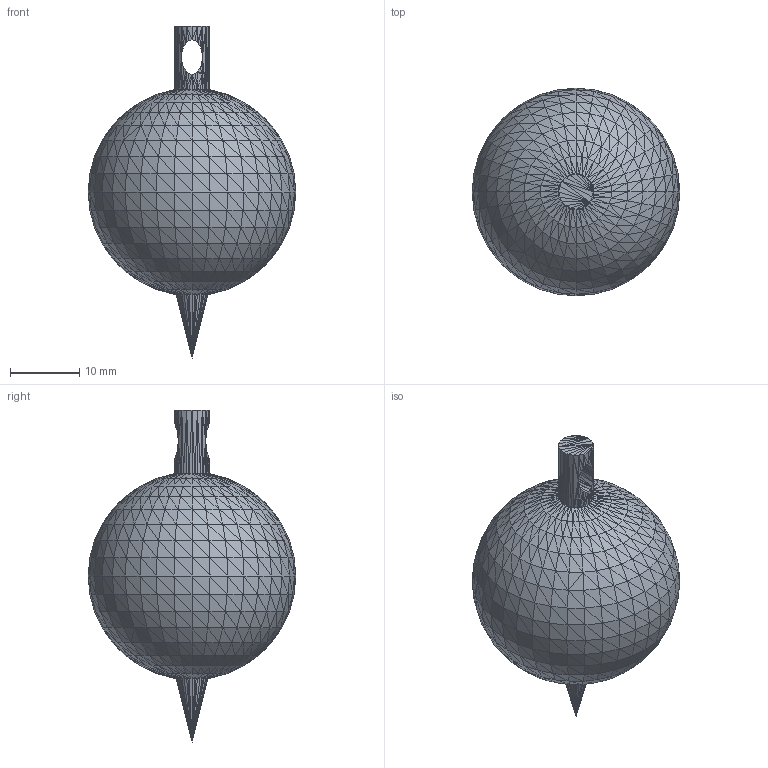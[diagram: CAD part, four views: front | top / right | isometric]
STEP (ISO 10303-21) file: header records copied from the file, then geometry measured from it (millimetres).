
FILE_DESCRIPTION((' Model'),'2;1');
FILE_NAME(' Shape Model','2023-11-25T10:57:37',(''),( ''),' ','','Unknown');
FILE_SCHEMA(('AUTOMOTIVE_DESIGN { 1 0 10303 214 1 1 1 1 }'));
Products named in the file (1):  STEP translator 7.5 1
Bounding box: 30 x 30 x 48 mm (x, y, z)
Surface area: 3037.3 mm2 (no closed solid volume)
Topology: 0 solids, 1 shells, 1606 faces, 2409 edges, 803 vertices
Faces by surface type: plane 1606
Entity records: 60243 total; most frequent: CARTESIAN_POINT 12046, DIRECTION 8032, ORIENTED_EDGE 4818, LINE 4818, VECTOR 4818, PCURVE 4818, DEFINITIONAL_REPRESENTATION 4818, EDGE_CURVE 2409
